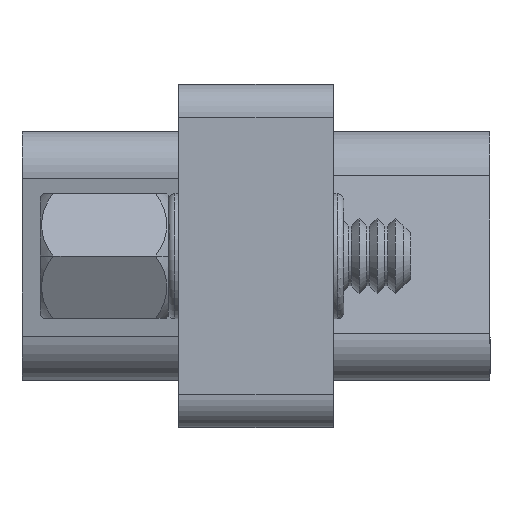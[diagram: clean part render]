
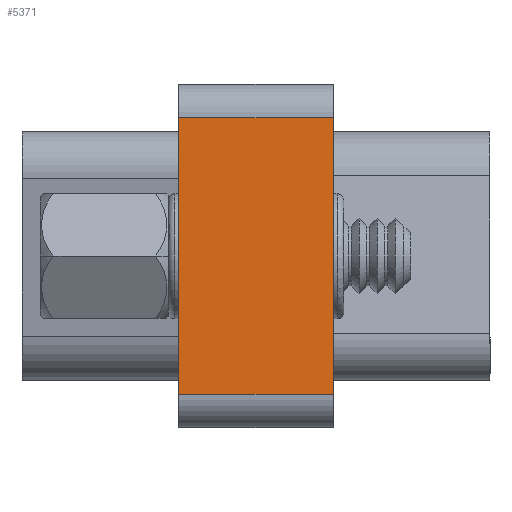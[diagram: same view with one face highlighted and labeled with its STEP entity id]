
A CAD part, left-side view. The second image highlights one B-rep face of the part: STEP entity #5371.
In plain terms, the highlighted planar face has unit normal (-1, 0, 0).
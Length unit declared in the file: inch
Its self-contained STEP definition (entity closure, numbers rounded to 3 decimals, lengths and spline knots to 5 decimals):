
#2696 = EDGE_CURVE ( 'NONE', #2977, #2697, #20482, .T. ) ;
#2697 = VERTEX_POINT ( 'NONE', #20478 ) ;
#2977 = VERTEX_POINT ( 'NONE', #21033 ) ;
#4843 = ORIENTED_EDGE ( 'NONE', *, *, #4844, .T. ) ;
#4844 = EDGE_CURVE ( 'NONE', #2977, #5152, #23681, .T. ) ;
#4849 = EDGE_LOOP ( 'NONE', ( #5150, #5355, #5335, #4843 ) ) ;
#5150 = ORIENTED_EDGE ( 'NONE', *, *, #5151, .T. ) ;
#5151 = EDGE_CURVE ( 'NONE', #5152, #5354, #24764, .T. ) ;
#5152 = VERTEX_POINT ( 'NONE', #24766 ) ;
#5335 = ORIENTED_EDGE ( 'NONE', *, *, #2696, .F. ) ;
#5354 = VERTEX_POINT ( 'NONE', #25653 ) ;
#5355 = ORIENTED_EDGE ( 'NONE', *, *, #5356, .T. ) ;
#5356 = EDGE_CURVE ( 'NONE', #5354, #2697, #25652, .T. ) ;
#5371 = ADVANCED_FACE ( 'NONE', ( #25477 ), #25515, .F. ) ;
#20478 = CARTESIAN_POINT ( 'NONE',  ( -0.775, 0.115, 0.205 ) ) ;
#20479 = DIRECTION ( 'NONE',  ( 0., 0., 1. ) ) ;
#20480 = VECTOR ( 'NONE', #20479, 39.37008 ) ;
#20481 = CARTESIAN_POINT ( 'NONE',  ( -0.775, 0.115, 0.255 ) ) ;
#20482 = LINE ( 'NONE', #20481, #20480 ) ;
#21033 = CARTESIAN_POINT ( 'NONE',  ( -0.775, 0.115, -0.205 ) ) ;
#23681 = LINE ( 'NONE', #23736, #23735 ) ;
#23734 = DIRECTION ( 'NONE',  ( 0., -1., 0. ) ) ;
#23735 = VECTOR ( 'NONE', #23734, 39.37008 ) ;
#23736 = CARTESIAN_POINT ( 'NONE',  ( -0.775, 0.115, -0.205 ) ) ;
#24763 = CARTESIAN_POINT ( 'NONE',  ( -0.775, -0.115, 0.255 ) ) ;
#24764 = LINE ( 'NONE', #24763, #24768 ) ;
#24766 = CARTESIAN_POINT ( 'NONE',  ( -0.775, -0.115, -0.205 ) ) ;
#24767 = DIRECTION ( 'NONE',  ( 0., 0., 1. ) ) ;
#24768 = VECTOR ( 'NONE', #24767, 39.37008 ) ;
#25449 = DIRECTION ( 'NONE',  ( 0., 0., -1. ) ) ;
#25450 = DIRECTION ( 'NONE',  ( 1., 0., 0. ) ) ;
#25451 = CARTESIAN_POINT ( 'NONE',  ( -0.775, 0.115, 0.255 ) ) ;
#25477 = FACE_OUTER_BOUND ( 'NONE', #4849, .T. ) ;
#25514 = AXIS2_PLACEMENT_3D ( 'NONE', #25451, #25450, #25449 ) ;
#25515 = PLANE ( 'NONE',  #25514 ) ;
#25650 = VECTOR ( 'NONE', #25672, 39.37008 ) ;
#25651 = CARTESIAN_POINT ( 'NONE',  ( -0.775, 0.115, 0.205 ) ) ;
#25652 = LINE ( 'NONE', #25651, #25650 ) ;
#25653 = CARTESIAN_POINT ( 'NONE',  ( -0.775, -0.115, 0.205 ) ) ;
#25672 = DIRECTION ( 'NONE',  ( 0., 1., 0. ) ) ;
